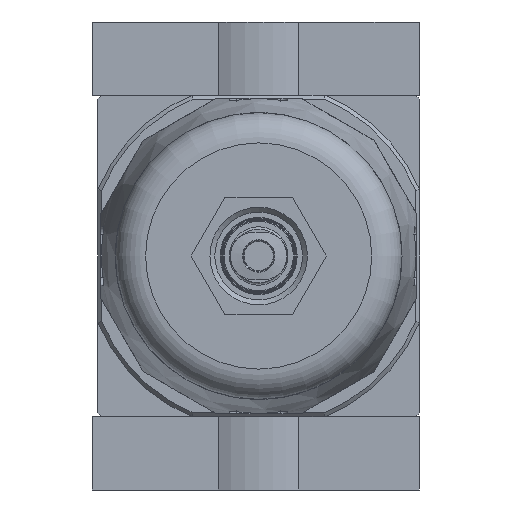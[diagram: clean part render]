
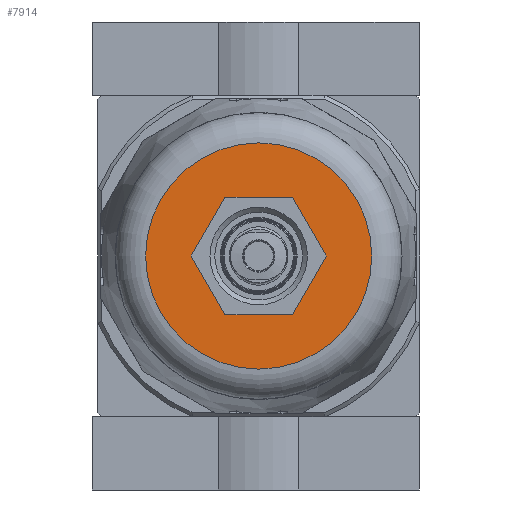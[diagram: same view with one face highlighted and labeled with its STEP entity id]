
A CAD part, front view. The second image highlights one B-rep face of the part: STEP entity #7914.
In plain terms, the highlighted planar face has unit normal (0, -1, 0).
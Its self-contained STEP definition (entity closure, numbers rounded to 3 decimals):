
#336=LINE('',#11593,#718);
#337=LINE('',#11596,#719);
#338=LINE('',#11598,#720);
#339=LINE('',#11600,#721);
#340=LINE('',#11602,#722);
#341=LINE('',#11604,#723);
#718=VECTOR('',#9481,1000.);
#719=VECTOR('',#9482,1000.);
#720=VECTOR('',#9483,1000.);
#721=VECTOR('',#9484,1000.);
#722=VECTOR('',#9485,1000.);
#723=VECTOR('',#9486,1000.);
#1041=PLANE('',#8437);
#1800=ORIENTED_EDGE('',*,*,#3311,.T.);
#1801=ORIENTED_EDGE('',*,*,#3312,.T.);
#1802=ORIENTED_EDGE('',*,*,#3313,.T.);
#1803=ORIENTED_EDGE('',*,*,#3314,.T.);
#1804=ORIENTED_EDGE('',*,*,#3315,.T.);
#1805=ORIENTED_EDGE('',*,*,#3316,.T.);
#1806=ORIENTED_EDGE('',*,*,#3317,.T.);
#3311=EDGE_CURVE('',#4091,#4091,#4600,.T.);
#3312=EDGE_CURVE('',#4092,#4093,#336,.T.);
#3313=EDGE_CURVE('',#4093,#4094,#337,.T.);
#3314=EDGE_CURVE('',#4094,#4095,#338,.T.);
#3315=EDGE_CURVE('',#4095,#4096,#339,.T.);
#3316=EDGE_CURVE('',#4096,#4097,#340,.T.);
#3317=EDGE_CURVE('',#4097,#4092,#341,.T.);
#4091=VERTEX_POINT('',#11592);
#4092=VERTEX_POINT('',#11594);
#4093=VERTEX_POINT('',#11595);
#4094=VERTEX_POINT('',#11597);
#4095=VERTEX_POINT('',#11599);
#4096=VERTEX_POINT('',#11601);
#4097=VERTEX_POINT('',#11603);
#4600=CIRCLE('',#8438,23.2);
#4962=EDGE_LOOP('',(#1800));
#4963=EDGE_LOOP('',(#1801,#1802,#1803,#1804,#1805,#1806));
#5522=FACE_BOUND('',#4962,.T.);
#5523=FACE_BOUND('',#4963,.T.);
#7914=ADVANCED_FACE('',(#5522,#5523),#1041,.F.);
#8437=AXIS2_PLACEMENT_3D('',#11590,#9477,#9478);
#8438=AXIS2_PLACEMENT_3D('',#11591,#9479,#9480);
#9477=DIRECTION('',(0.,1.,0.));
#9478=DIRECTION('',(0.,0.,1.));
#9479=DIRECTION('',(0.,-1.,0.));
#9480=DIRECTION('',(0.,0.,-1.));
#9481=DIRECTION('',(0.,0.,1.));
#9482=DIRECTION('',(0.866,0.,0.5));
#9483=DIRECTION('',(0.866,0.,-0.5));
#9484=DIRECTION('',(0.,0.,-1.));
#9485=DIRECTION('',(-0.866,0.,-0.5));
#9486=DIRECTION('',(-0.866,0.,0.5));
#11590=CARTESIAN_POINT('',(23.2,-165.,0.));
#11591=CARTESIAN_POINT('',(0.,-165.,0.));
#11592=CARTESIAN_POINT('',(0.,-165.,-23.2));
#11593=CARTESIAN_POINT('',(-12.,-165.,-6.928));
#11594=CARTESIAN_POINT('',(-12.,-165.,-6.928));
#11595=CARTESIAN_POINT('',(-12.,-165.,6.928));
#11596=CARTESIAN_POINT('',(-12.,-165.,6.928));
#11597=CARTESIAN_POINT('',(0.,-165.,13.856));
#11598=CARTESIAN_POINT('',(0.,-165.,13.856));
#11599=CARTESIAN_POINT('',(12.,-165.,6.928));
#11600=CARTESIAN_POINT('',(12.,-165.,6.928));
#11601=CARTESIAN_POINT('',(12.,-165.,-6.928));
#11602=CARTESIAN_POINT('',(12.,-165.,-6.928));
#11603=CARTESIAN_POINT('',(0.,-165.,-13.856));
#11604=CARTESIAN_POINT('',(0.,-165.,-13.856));
